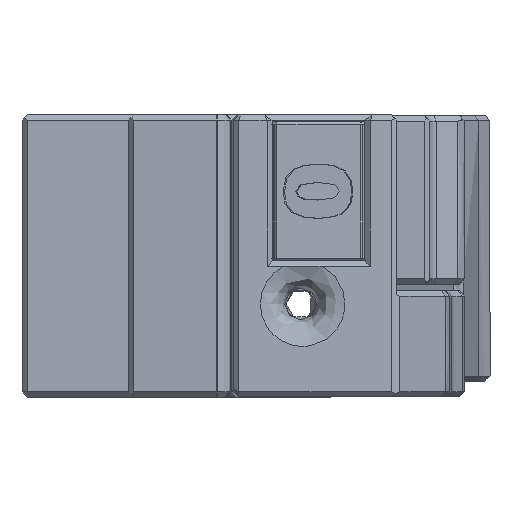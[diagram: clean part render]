
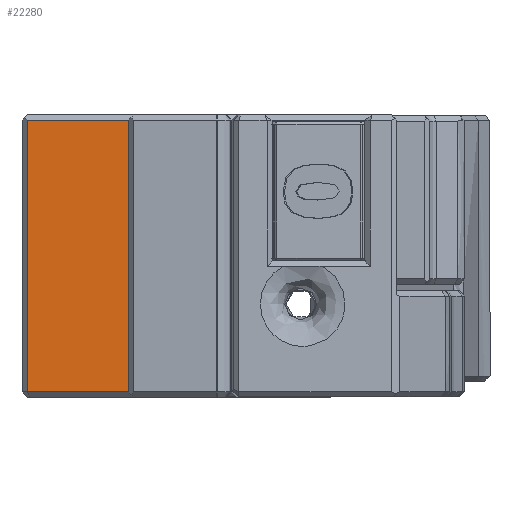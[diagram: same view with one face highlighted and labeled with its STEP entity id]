
A CAD part, left-side view. The second image highlights one B-rep face of the part: STEP entity #22280.
In plain terms, the highlighted planar face has unit normal (-1, 0, 0).
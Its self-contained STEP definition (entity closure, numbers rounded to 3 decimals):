
#1705=PLANE('',#24089);
#2691=FACE_OUTER_BOUND('',#4052,.T.);
#4052=EDGE_LOOP('',(#17346,#17347,#17348,#17349,#17350));
#5625=LINE('',#40393,#7597);
#5627=LINE('',#40397,#7599);
#5628=LINE('',#40446,#7600);
#5629=LINE('',#40448,#7601);
#5630=LINE('',#40449,#7602);
#7597=VECTOR('',#27488,10.);
#7599=VECTOR('',#27492,0.4);
#7600=VECTOR('',#27495,1.);
#7601=VECTOR('',#27496,1.);
#7602=VECTOR('',#27497,10.);
#10221=VERTEX_POINT('',#40100);
#10277=VERTEX_POINT('',#40391);
#10278=VERTEX_POINT('',#40396);
#10279=VERTEX_POINT('',#40445);
#10280=VERTEX_POINT('',#40447);
#12811=EDGE_CURVE('',#10277,#10221,#5625,.T.);
#12813=EDGE_CURVE('',#10221,#10278,#5627,.T.);
#12815=EDGE_CURVE('',#10277,#10279,#5628,.T.);
#12816=EDGE_CURVE('',#10279,#10280,#5629,.T.);
#12817=EDGE_CURVE('',#10280,#10278,#5630,.F.);
#17346=ORIENTED_EDGE('',*,*,#12811,.F.);
#17347=ORIENTED_EDGE('',*,*,#12815,.T.);
#17348=ORIENTED_EDGE('',*,*,#12816,.T.);
#17349=ORIENTED_EDGE('',*,*,#12817,.T.);
#17350=ORIENTED_EDGE('',*,*,#12813,.F.);
#22280=ADVANCED_FACE('',(#2691),#1705,.F.);
#24089=AXIS2_PLACEMENT_3D('',#40444,#27493,#27494);
#27488=DIRECTION('',(0.,0.,1.));
#27492=DIRECTION('',(0.,-1.,0.));
#27493=DIRECTION('center_axis',(1.,0.,0.));
#27494=DIRECTION('ref_axis',(0.,0.,-1.));
#27495=DIRECTION('',(0.,-1.,0.));
#27496=DIRECTION('',(0.,0.,1.));
#27497=DIRECTION('',(0.,0.002,-1.));
#40100=CARTESIAN_POINT('',(25.5,18.85,9.6));
#40391=CARTESIAN_POINT('',(25.5,18.85,0.4));
#40393=CARTESIAN_POINT('',(25.5,18.85,-8.104));
#40396=CARTESIAN_POINT('',(25.5,-1.6,9.6));
#40397=CARTESIAN_POINT('',(25.5,0.,9.6));
#40444=CARTESIAN_POINT('Origin',(25.5,23.5,-25.5));
#40445=CARTESIAN_POINT('',(25.5,-1.6,0.4));
#40446=CARTESIAN_POINT('',(25.5,0.4,0.4));
#40447=CARTESIAN_POINT('',(25.5,-1.6,9.599));
#40448=CARTESIAN_POINT('',(25.5,-1.6,-25.5));
#40449=CARTESIAN_POINT('',(25.5,-1.6,9.6));
